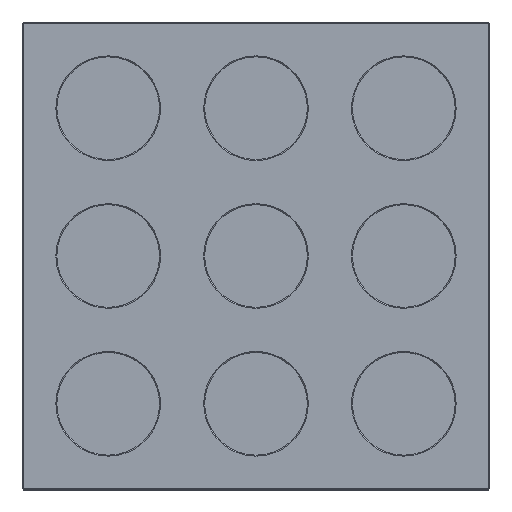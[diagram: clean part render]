
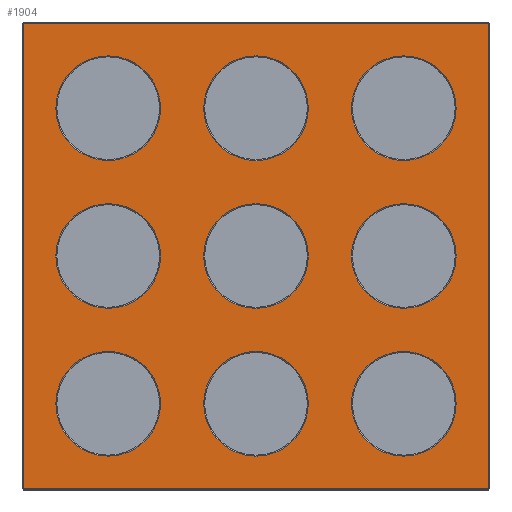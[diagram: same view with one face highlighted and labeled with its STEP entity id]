
A CAD part, top view. The second image highlights one B-rep face of the part: STEP entity #1904.
In plain terms, the highlighted planar face has unit normal (0, 0, 1).
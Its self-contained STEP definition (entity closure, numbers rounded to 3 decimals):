
#24=CIRCLE('',#2039,25.5);
#26=CIRCLE('',#2042,25.5);
#27=CIRCLE('',#2043,25.5);
#28=CIRCLE('',#2044,25.5);
#29=CIRCLE('',#2045,25.5);
#30=CIRCLE('',#2046,25.5);
#31=CIRCLE('',#2047,25.5);
#32=CIRCLE('',#2048,25.5);
#33=CIRCLE('',#2049,25.5);
#88=FACE_BOUND('',#279,.T.);
#89=FACE_BOUND('',#280,.T.);
#90=FACE_BOUND('',#281,.T.);
#91=FACE_BOUND('',#282,.T.);
#92=FACE_BOUND('',#283,.T.);
#93=FACE_BOUND('',#284,.T.);
#94=FACE_BOUND('',#285,.T.);
#95=FACE_BOUND('',#286,.T.);
#96=FACE_BOUND('',#287,.T.);
#157=FACE_OUTER_BOUND('',#278,.T.);
#278=EDGE_LOOP('',(#1457,#1458,#1459,#1460));
#279=EDGE_LOOP('',(#1461));
#280=EDGE_LOOP('',(#1462));
#281=EDGE_LOOP('',(#1463));
#282=EDGE_LOOP('',(#1464));
#283=EDGE_LOOP('',(#1465));
#284=EDGE_LOOP('',(#1466));
#285=EDGE_LOOP('',(#1467));
#286=EDGE_LOOP('',(#1468));
#287=EDGE_LOOP('',(#1469));
#481=LINE('',#2928,#708);
#482=LINE('',#2930,#709);
#483=LINE('',#2932,#710);
#484=LINE('',#2933,#711);
#708=VECTOR('',#2367,10.);
#709=VECTOR('',#2368,10.);
#710=VECTOR('',#2369,10.);
#711=VECTOR('',#2370,10.);
#890=VERTEX_POINT('',#2920);
#892=VERTEX_POINT('',#2926);
#893=VERTEX_POINT('',#2927);
#894=VERTEX_POINT('',#2929);
#895=VERTEX_POINT('',#2931);
#896=VERTEX_POINT('',#2934);
#897=VERTEX_POINT('',#2936);
#898=VERTEX_POINT('',#2938);
#899=VERTEX_POINT('',#2940);
#900=VERTEX_POINT('',#2942);
#901=VERTEX_POINT('',#2944);
#902=VERTEX_POINT('',#2946);
#903=VERTEX_POINT('',#2948);
#1086=EDGE_CURVE('',#890,#890,#24,.T.);
#1089=EDGE_CURVE('',#892,#893,#481,.T.);
#1090=EDGE_CURVE('',#894,#892,#482,.T.);
#1091=EDGE_CURVE('',#895,#894,#483,.T.);
#1092=EDGE_CURVE('',#893,#895,#484,.T.);
#1093=EDGE_CURVE('',#896,#896,#26,.T.);
#1094=EDGE_CURVE('',#897,#897,#27,.T.);
#1095=EDGE_CURVE('',#898,#898,#28,.T.);
#1096=EDGE_CURVE('',#899,#899,#29,.T.);
#1097=EDGE_CURVE('',#900,#900,#30,.T.);
#1098=EDGE_CURVE('',#901,#901,#31,.T.);
#1099=EDGE_CURVE('',#902,#902,#32,.T.);
#1100=EDGE_CURVE('',#903,#903,#33,.T.);
#1457=ORIENTED_EDGE('',*,*,#1089,.F.);
#1458=ORIENTED_EDGE('',*,*,#1090,.F.);
#1459=ORIENTED_EDGE('',*,*,#1091,.F.);
#1460=ORIENTED_EDGE('',*,*,#1092,.F.);
#1461=ORIENTED_EDGE('',*,*,#1093,.F.);
#1462=ORIENTED_EDGE('',*,*,#1094,.F.);
#1463=ORIENTED_EDGE('',*,*,#1095,.F.);
#1464=ORIENTED_EDGE('',*,*,#1096,.F.);
#1465=ORIENTED_EDGE('',*,*,#1097,.F.);
#1466=ORIENTED_EDGE('',*,*,#1098,.F.);
#1467=ORIENTED_EDGE('',*,*,#1099,.F.);
#1468=ORIENTED_EDGE('',*,*,#1100,.F.);
#1469=ORIENTED_EDGE('',*,*,#1086,.F.);
#1811=PLANE('',#2041);
#1904=ADVANCED_FACE('',(#157,#88,#89,#90,#91,#92,#93,#94,#95,#96),#1811,
 .T.);
#2039=AXIS2_PLACEMENT_3D('',#2921,#2360,#2361);
#2041=AXIS2_PLACEMENT_3D('',#2925,#2365,#2366);
#2042=AXIS2_PLACEMENT_3D('',#2935,#2371,#2372);
#2043=AXIS2_PLACEMENT_3D('',#2937,#2373,#2374);
#2044=AXIS2_PLACEMENT_3D('',#2939,#2375,#2376);
#2045=AXIS2_PLACEMENT_3D('',#2941,#2377,#2378);
#2046=AXIS2_PLACEMENT_3D('',#2943,#2379,#2380);
#2047=AXIS2_PLACEMENT_3D('',#2945,#2381,#2382);
#2048=AXIS2_PLACEMENT_3D('',#2947,#2383,#2384);
#2049=AXIS2_PLACEMENT_3D('',#2949,#2385,#2386);
#2360=DIRECTION('center_axis',(0.,0.,1.));
#2361=DIRECTION('ref_axis',(1.,0.,0.));
#2365=DIRECTION('center_axis',(0.,0.,1.));
#2366=DIRECTION('ref_axis',(1.,0.,0.));
#2367=DIRECTION('',(0.,1.,0.));
#2368=DIRECTION('',(-1.,0.,0.));
#2369=DIRECTION('',(0.,-1.,0.));
#2370=DIRECTION('',(1.,0.,0.));
#2371=DIRECTION('center_axis',(0.,0.,1.));
#2372=DIRECTION('ref_axis',(1.,0.,0.));
#2373=DIRECTION('center_axis',(0.,0.,1.));
#2374=DIRECTION('ref_axis',(1.,0.,0.));
#2375=DIRECTION('center_axis',(0.,0.,1.));
#2376=DIRECTION('ref_axis',(1.,0.,0.));
#2377=DIRECTION('center_axis',(0.,0.,1.));
#2378=DIRECTION('ref_axis',(1.,0.,0.));
#2379=DIRECTION('center_axis',(0.,0.,1.));
#2380=DIRECTION('ref_axis',(1.,0.,0.));
#2381=DIRECTION('center_axis',(0.,0.,1.));
#2382=DIRECTION('ref_axis',(1.,0.,0.));
#2383=DIRECTION('center_axis',(0.,0.,1.));
#2384=DIRECTION('ref_axis',(1.,0.,0.));
#2385=DIRECTION('center_axis',(0.,0.,1.));
#2386=DIRECTION('ref_axis',(1.,0.,0.));
#2920=CARTESIAN_POINT('',(-25.5,72.,2.));
#2921=CARTESIAN_POINT('Origin',(0.,72.,2.));
#2925=CARTESIAN_POINT('Origin',(72.,72.,2.));
#2926=CARTESIAN_POINT('',(-41.5,-41.5,2.));
#2927=CARTESIAN_POINT('',(-41.5,185.5,2.));
#2928=CARTESIAN_POINT('',(-41.5,129.,2.));
#2929=CARTESIAN_POINT('',(185.5,-41.5,2.));
#2930=CARTESIAN_POINT('',(15.,-41.5,2.));
#2931=CARTESIAN_POINT('',(185.5,185.5,2.));
#2932=CARTESIAN_POINT('',(185.5,15.,2.));
#2933=CARTESIAN_POINT('',(129.,185.5,2.));
#2934=CARTESIAN_POINT('',(-25.5,144.,2.));
#2935=CARTESIAN_POINT('Origin',(0.,144.,2.));
#2936=CARTESIAN_POINT('',(118.5,0.,2.));
#2937=CARTESIAN_POINT('Origin',(144.,0.,2.));
#2938=CARTESIAN_POINT('',(118.5,72.,2.));
#2939=CARTESIAN_POINT('Origin',(144.,72.,2.));
#2940=CARTESIAN_POINT('',(46.5,72.,2.));
#2941=CARTESIAN_POINT('Origin',(72.,72.,2.));
#2942=CARTESIAN_POINT('',(46.5,0.,2.));
#2943=CARTESIAN_POINT('Origin',(72.,0.,2.));
#2944=CARTESIAN_POINT('',(-25.5,0.,2.));
#2945=CARTESIAN_POINT('Origin',(0.,0.,2.));
#2946=CARTESIAN_POINT('',(46.5,144.,2.));
#2947=CARTESIAN_POINT('Origin',(72.,144.,2.));
#2948=CARTESIAN_POINT('',(118.5,144.,2.));
#2949=CARTESIAN_POINT('Origin',(144.,144.,2.));
